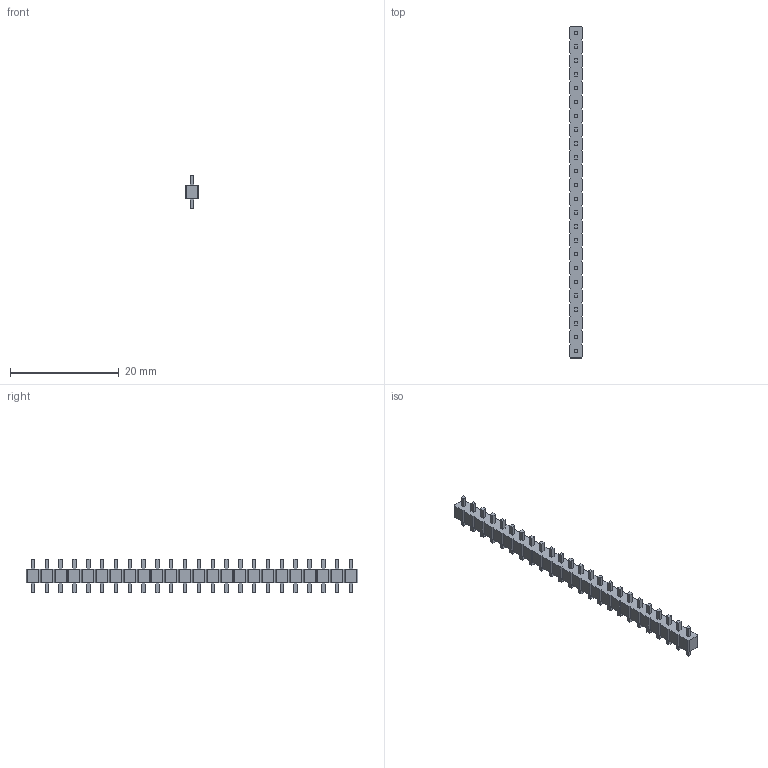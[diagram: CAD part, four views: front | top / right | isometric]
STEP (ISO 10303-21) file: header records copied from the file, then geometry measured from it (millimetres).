
FILE_DESCRIPTION(('FreeCAD Model'),'2;1');
FILE_NAME('pins_1x24_cut.step', '2020-08-22T13:47:28',('Author'),(''), 'Open CASCADE STEP processor 7.3','FreeCAD','Unknown');
FILE_SCHEMA(('AUTOMOTIVE_DESIGN { 1 0 10303 214 1 1 1 1 }'));
Length unit declared in the file: millimetre
Products named in the file (1): Cut
Bounding box: 2.54 x 60.96 x 6.14 mm (x, y, z)
Volume: 420.8 mm3; surface area: 870.3 mm2
Topology: 1 solids, 1 shells, 388 faces, 1014 edges, 676 vertices
Faces by surface type: plane 388
Entity records: 14062 total; most frequent: CARTESIAN_POINT 2079, ORIENTED_EDGE 2028, DIRECTION 1792, EDGE_CURVE 1014, LINE 1014, VECTOR 1014, VERTEX_POINT 676, FACE_BOUND 436
